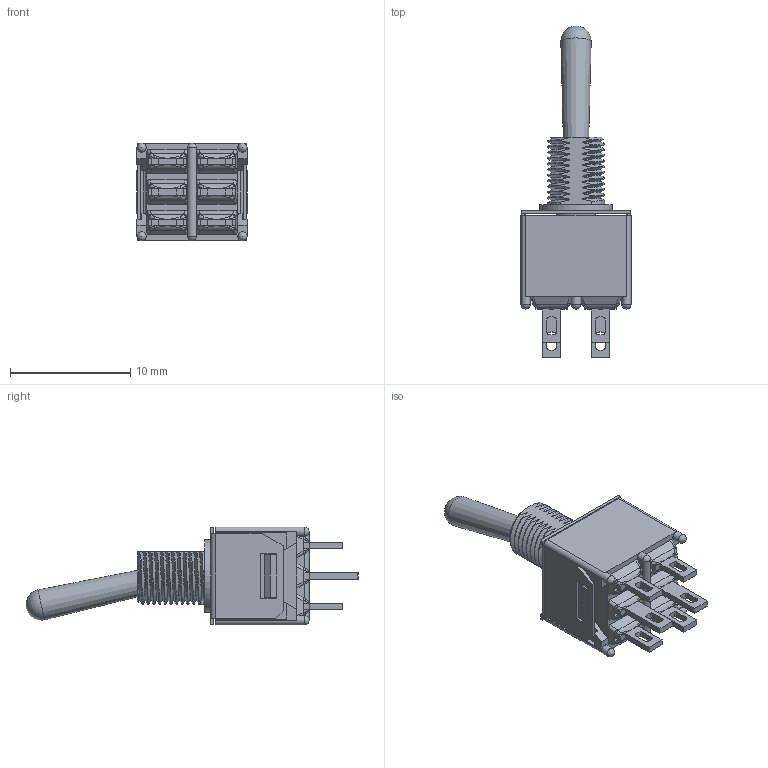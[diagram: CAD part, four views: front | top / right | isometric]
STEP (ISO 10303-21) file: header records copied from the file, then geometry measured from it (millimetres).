
FILE_DESCRIPTION(/* description */ ('STEP AP214'),/* implementation_level */ '2;1');
FILE_NAME(/* name */ 'T201SHZQE',/* time_stamp */ '2022-08-11T04:46:12+02:00',/* author */ ('License CC BY-ND 4.0'),/* organization */ ('CADENAS'),/* preprocessor_version */ 'ST-DEVELOPER v18.102',/* originating_system */ 'PARTsolutions',/* authorisation */ ' ');
FILE_SCHEMA (('AUTOMOTIVE_DESIGN {1 0 10303 214 3 1 1}'));
Length unit declared in the file: inch
Products named in the file (3): T201SHZQE; T201SHZQE_PART2; T201SHZQE_PART1
Assembly tree (2 placements, depth 2):
  T201SHZQE
    T201SHZQE_PART2
    T201SHZQE_PART1
Bounding box: 9.14 x 27.57 x 8.13 mm (x, y, z)
Volume: 443.6 mm3; surface area: 1539.2 mm2
Topology: 2 solids, 2 shells, 744 faces, 2193 edges, 1404 vertices
Faces by surface type: plane 424, cylinder 185, bspline 118, sphere 8, cone 7, torus 2
Full cylindrical faces by diameter (mm): 0.762 x4, 1.295 x1, 2.718 x1, 3.175 x1, 6.045 x1
Entity records: 30160 total; most frequent: CARTESIAN_POINT 11247, ORIENTED_EDGE 4308, DIRECTION 3422, EDGE_CURVE 2154, LINE 1448, VECTOR 1448, VERTEX_POINT 1389, AXIS2_PLACEMENT_3D 987
